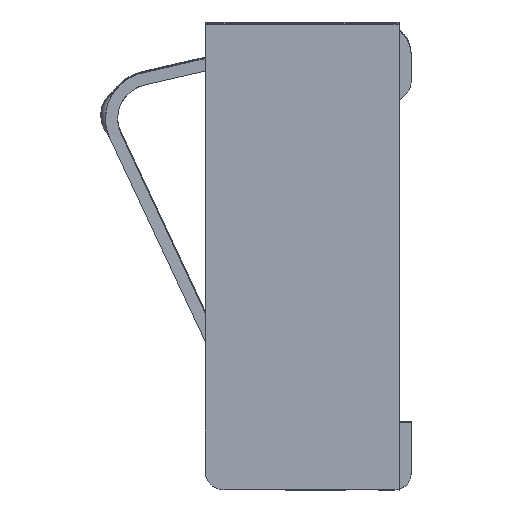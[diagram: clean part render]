
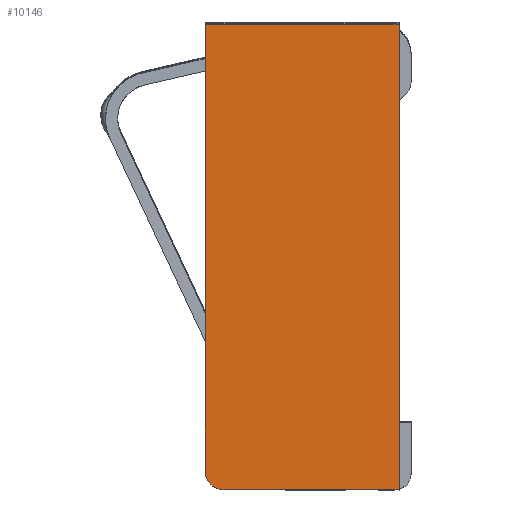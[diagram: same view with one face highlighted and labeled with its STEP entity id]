
A CAD part, left-side view. The second image highlights one B-rep face of the part: STEP entity #10146.
In plain terms, the highlighted planar face has unit normal (-1, 0, 0).
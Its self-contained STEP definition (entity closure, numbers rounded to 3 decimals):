
#238 = CARTESIAN_POINT ( 'NONE',  ( -2.832, 2.083, -2.159 ) ) ;
#273 = VECTOR ( 'NONE', #903, 1000. ) ;
#329 = LINE ( 'NONE', #3269, #2925 ) ;
#903 = DIRECTION ( 'NONE',  ( 0., 0., 1. ) ) ;
#926 = DIRECTION ( 'NONE',  ( 1., 0., 0. ) ) ;
#934 = CARTESIAN_POINT ( 'NONE',  ( -2.832, 1.041, -2.362 ) ) ;
#1543 = CARTESIAN_POINT ( 'NONE',  ( -2.832, 1.986, -2.34 ) ) ;
#1552 = ORIENTED_EDGE ( 'NONE', *, *, #4122, .F. ) ;
#2067 = FACE_OUTER_BOUND ( 'NONE', #10371, .T. ) ;
#2097 = CARTESIAN_POINT ( 'NONE',  ( -2.832, 0., 0.14 ) ) ;
#2161 = LINE ( 'NONE', #2097, #3586 ) ;
#2221 = DIRECTION ( 'NONE',  ( 0., -1., 0. ) ) ;
#2247 = VERTEX_POINT ( 'NONE', #4756 ) ;
#2915 = ORIENTED_EDGE ( 'NONE', *, *, #12780, .F. ) ;
#2925 = VECTOR ( 'NONE', #2221, 1000. ) ;
#2940 = CARTESIAN_POINT ( 'NONE',  ( -2.832, 2.083, -2.212 ) ) ;
#2980 = ORIENTED_EDGE ( 'NONE', *, *, #7150, .T. ) ;
#3205 = CARTESIAN_POINT ( 'NONE',  ( -2.832, 2.083, 2.642 ) ) ;
#3250 = VERTEX_POINT ( 'NONE', #238 ) ;
#3269 = CARTESIAN_POINT ( 'NONE',  ( -2.832, 1.041, 2.642 ) ) ;
#3586 = VECTOR ( 'NONE', #10036, 1000. ) ;
#4075 = VERTEX_POINT ( 'NONE', #3205 ) ;
#4077 = VERTEX_POINT ( 'NONE', #8419 ) ;
#4122 = EDGE_CURVE ( 'NONE', #4075, #7663, #329, .T. ) ;
#4681 = EDGE_CURVE ( 'NONE', #3250, #4075, #8654, .T. ) ;
#4756 = CARTESIAN_POINT ( 'NONE',  ( -2.832, 0., -2.362 ) ) ;
#4932 = ORIENTED_EDGE ( 'NONE', *, *, #4681, .F. ) ;
#5127 = CARTESIAN_POINT ( 'NONE',  ( -2.832, 1.041, 0.14 ) ) ;
#5429 = EDGE_CURVE ( 'NONE', #2247, #4077, #10145, .T. ) ;
#5843 = VECTOR ( 'NONE', #10020, 1000. ) ;
#6274 = CARTESIAN_POINT ( 'NONE',  ( -2.832, 0., 2.642 ) ) ;
#6408 = AXIS2_PLACEMENT_3D ( 'NONE', #5127, #926, #10211 ) ;
#6614 = CARTESIAN_POINT ( 'NONE',  ( -2.832, 1.88, -2.362 ) ) ;
#6875 = CARTESIAN_POINT ( 'NONE',  ( -2.832, 2.061, -2.265 ) ) ;
#7150 = EDGE_CURVE ( 'NONE', #2247, #7663, #2161, .T. ) ;
#7663 = VERTEX_POINT ( 'NONE', #6274 ) ;
#8419 = CARTESIAN_POINT ( 'NONE',  ( -2.832, 1.88, -2.362 ) ) ;
#8654 = LINE ( 'NONE', #12336, #273 ) ;
#10020 = DIRECTION ( 'NONE',  ( 0., 1., 0. ) ) ;
#10036 = DIRECTION ( 'NONE',  ( 0., 0., 1. ) ) ;
#10145 = LINE ( 'NONE', #934, #5843 ) ;
#10146 = ADVANCED_FACE ( 'NONE', ( #2067 ), #11343, .F. ) ;
#10211 = DIRECTION ( 'NONE',  ( 0., 1., 0. ) ) ;
#10371 = EDGE_LOOP ( 'NONE', ( #2980, #1552, #4932, #2915, #10883 ) ) ;
#10691 = CARTESIAN_POINT ( 'NONE',  ( -2.832, 1.933, -2.362 ) ) ;
#10883 = ORIENTED_EDGE ( 'NONE', *, *, #5429, .F. ) ;
#11315 = B_SPLINE_CURVE_WITH_KNOTS ( 'NONE', 3,
 ( #6614, #10691, #1543, #6875, #2940, #12168 ),
 .UNSPECIFIED., .F., .F.,
 ( 4, 2, 4 ),
 ( 0., 0.5, 1. ),
 .UNSPECIFIED. ) ;
#11343 = PLANE ( 'NONE',  #6408 ) ;
#12168 = CARTESIAN_POINT ( 'NONE',  ( -2.832, 2.083, -2.159 ) ) ;
#12336 = CARTESIAN_POINT ( 'NONE',  ( -2.832, 2.083, 0.14 ) ) ;
#12780 = EDGE_CURVE ( 'NONE', #4077, #3250, #11315, .T. ) ;
